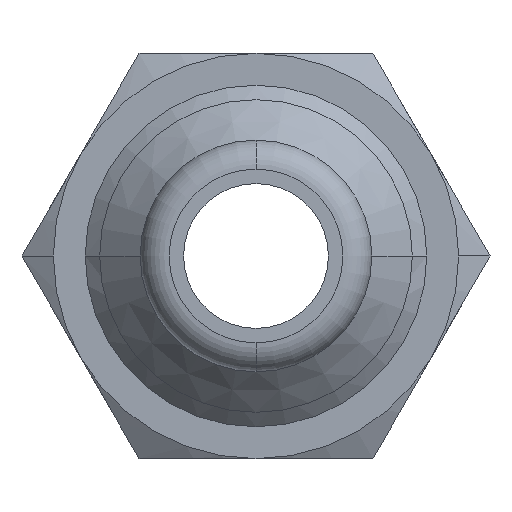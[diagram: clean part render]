
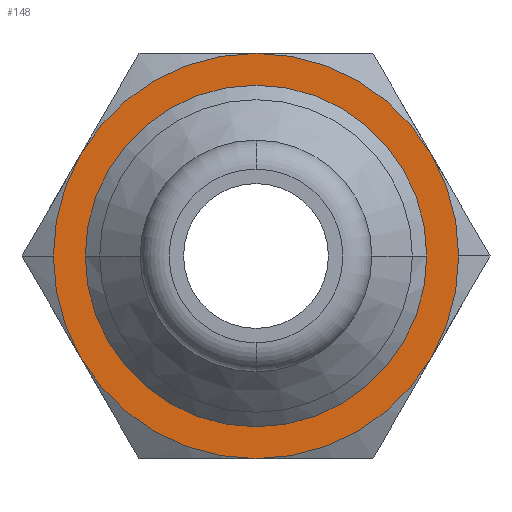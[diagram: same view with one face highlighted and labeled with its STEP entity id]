
A CAD part, front view. The second image highlights one B-rep face of the part: STEP entity #148.
In plain terms, the highlighted planar face has unit normal (0, -1, 0).
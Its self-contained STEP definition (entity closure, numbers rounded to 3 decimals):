
#148=ADVANCED_FACE('',(#312,#313),#314,.T.);
#312=FACE_OUTER_BOUND('',#487,.T.);
#313=FACE_BOUND('',#488,.T.);
#314=PLANE('',#489);
#487=EDGE_LOOP('',(#836,#837,#838,#839,#840,#841,#842,#843));
#488=EDGE_LOOP('',(#844,#845));
#489=AXIS2_PLACEMENT_3D('',#846,#847,#848);
#836=ORIENTED_EDGE('',*,*,#1125,.F.);
#837=ORIENTED_EDGE('',*,*,#1126,.F.);
#838=ORIENTED_EDGE('',*,*,#1127,.F.);
#839=ORIENTED_EDGE('',*,*,#994,.F.);
#840=ORIENTED_EDGE('',*,*,#1128,.F.);
#841=ORIENTED_EDGE('',*,*,#1095,.F.);
#842=ORIENTED_EDGE('',*,*,#1043,.F.);
#843=ORIENTED_EDGE('',*,*,#1053,.F.);
#844=ORIENTED_EDGE('',*,*,#1129,.F.);
#845=ORIENTED_EDGE('',*,*,#1078,.F.);
#846=CARTESIAN_POINT('',(3.5,24.0,0.0));
#847=DIRECTION('',(-0.0,-1.0,-0.0));
#848=DIRECTION('',(-1.0,0.0,0.0));
#994=EDGE_CURVE('',#1163,#1165,#1166,.T.);
#1043=EDGE_CURVE('',#1248,#1245,#1250,.T.);
#1053=EDGE_CURVE('',#1262,#1248,#1265,.T.);
#1078=EDGE_CURVE('',#1297,#1299,#1300,.T.);
#1095=EDGE_CURVE('',#1245,#1226,#1322,.T.);
#1125=EDGE_CURVE('',#1272,#1262,#1359,.T.);
#1126=EDGE_CURVE('',#1360,#1272,#1361,.T.);
#1127=EDGE_CURVE('',#1165,#1360,#1362,.T.);
#1128=EDGE_CURVE('',#1226,#1163,#1363,.T.);
#1129=EDGE_CURVE('',#1299,#1297,#1364,.T.);
#1163=VERTEX_POINT('',#1399);
#1165=VERTEX_POINT('',#1402);
#1166=CIRCLE('',#1403,7.0);
#1226=VERTEX_POINT('',#1504);
#1245=VERTEX_POINT('',#1591);
#1248=VERTEX_POINT('',#1605);
#1250=CIRCLE('',#1618,7.0);
#1262=VERTEX_POINT('',#1642);
#1265=CIRCLE('',#1646,7.0);
#1272=VERTEX_POINT('',#1677);
#1297=VERTEX_POINT('',#1762);
#1299=VERTEX_POINT('',#1765);
#1300=CIRCLE('',#1766,5.9);
#1322=CIRCLE('',#1791,7.0);
#1359=CIRCLE('',#1855,7.0);
#1360=VERTEX_POINT('',#1856);
#1361=CIRCLE('',#1857,7.0);
#1362=CIRCLE('',#1858,7.0);
#1363=CIRCLE('',#1859,7.0);
#1364=CIRCLE('',#1860,5.9);
#1399=CARTESIAN_POINT('',(-7.0,24.0,0.));
#1402=CARTESIAN_POINT('',(-6.062,24.0,3.5));
#1403=AXIS2_PLACEMENT_3D('',#1932,#1933,#1934);
#1504=CARTESIAN_POINT('',(-6.062,24.0,-3.5));
#1591=CARTESIAN_POINT('',(0.0,24.0,-7.0));
#1605=CARTESIAN_POINT('',(6.062,24.0,-3.5));
#1618=AXIS2_PLACEMENT_3D('',#1996,#1997,#1998);
#1642=CARTESIAN_POINT('',(7.0,24.0,0.));
#1646=AXIS2_PLACEMENT_3D('',#2010,#2011,#2012);
#1677=CARTESIAN_POINT('',(6.062,24.0,3.5));
#1762=CARTESIAN_POINT('',(5.9,24.0,0.));
#1765=CARTESIAN_POINT('',(-5.9,24.0,0.));
#1766=AXIS2_PLACEMENT_3D('',#2030,#2031,#2032);
#1791=AXIS2_PLACEMENT_3D('',#2063,#2064,#2065);
#1855=AXIS2_PLACEMENT_3D('',#2101,#2102,#2103);
#1856=CARTESIAN_POINT('',(0.,24.0,7.0));
#1857=AXIS2_PLACEMENT_3D('',#2104,#2105,#2106);
#1858=AXIS2_PLACEMENT_3D('',#2107,#2108,#2109);
#1859=AXIS2_PLACEMENT_3D('',#2110,#2111,#2112);
#1860=AXIS2_PLACEMENT_3D('',#2113,#2114,#2115);
#1932=CARTESIAN_POINT('',(0.0,24.0,0.0));
#1933=DIRECTION('',(-0.0,1.0,0.0));
#1934=DIRECTION('',(1.0,0.0,0.0));
#1996=CARTESIAN_POINT('',(0.0,24.0,0.0));
#1997=DIRECTION('',(-0.0,1.0,0.0));
#1998=DIRECTION('',(1.0,0.0,0.0));
#2010=CARTESIAN_POINT('',(0.0,24.0,0.0));
#2011=DIRECTION('',(-0.0,1.0,0.0));
#2012=DIRECTION('',(1.0,0.0,0.0));
#2030=CARTESIAN_POINT('',(0.0,24.0,0.0));
#2031=DIRECTION('',(0.0,-1.0,0.0));
#2032=DIRECTION('',(1.0,0.0,0.0));
#2063=CARTESIAN_POINT('',(0.0,24.0,0.0));
#2064=DIRECTION('',(-0.0,1.0,0.0));
#2065=DIRECTION('',(1.0,0.0,0.0));
#2101=CARTESIAN_POINT('',(0.0,24.0,0.0));
#2102=DIRECTION('',(-0.0,1.0,0.0));
#2103=DIRECTION('',(1.0,0.0,0.0));
#2104=CARTESIAN_POINT('',(0.0,24.0,0.0));
#2105=DIRECTION('',(-0.0,1.0,0.0));
#2106=DIRECTION('',(1.0,0.0,0.0));
#2107=CARTESIAN_POINT('',(0.0,24.0,0.0));
#2108=DIRECTION('',(-0.0,1.0,0.0));
#2109=DIRECTION('',(1.0,0.0,0.0));
#2110=CARTESIAN_POINT('',(0.0,24.0,0.0));
#2111=DIRECTION('',(-0.0,1.0,0.0));
#2112=DIRECTION('',(1.0,0.0,0.0));
#2113=CARTESIAN_POINT('',(0.0,24.0,0.0));
#2114=DIRECTION('',(0.0,-1.0,0.0));
#2115=DIRECTION('',(1.0,0.0,0.0));
